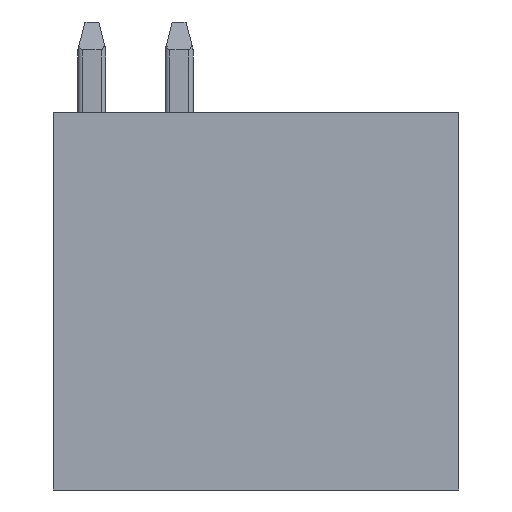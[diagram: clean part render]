
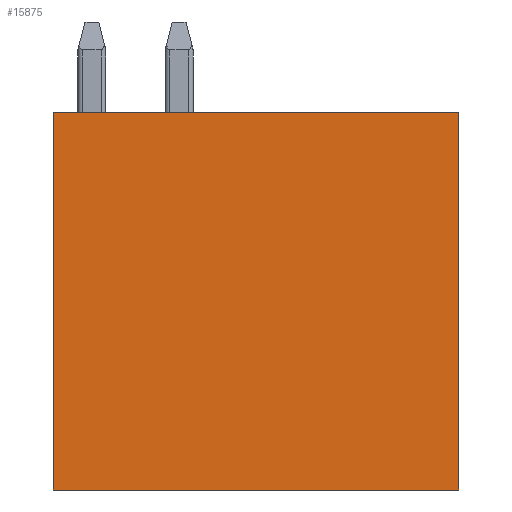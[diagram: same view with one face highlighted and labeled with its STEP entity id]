
A CAD part, front view. The second image highlights one B-rep face of the part: STEP entity #15875.
In plain terms, the highlighted planar face has unit normal (0, -1, 0).
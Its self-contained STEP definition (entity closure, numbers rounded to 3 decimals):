
#3797=DIRECTION('',(0.,0.,1.));
#3798=VECTOR('',#3797,10.8);
#3799=CARTESIAN_POINT('',(-5.49,-28.8,-6.62));
#3800=LINE('',#3799,#3798);
#3801=DIRECTION('',(1.,0.,0.));
#3802=VECTOR('',#3801,11.6);
#3803=CARTESIAN_POINT('',(-5.49,-28.8,4.18));
#3804=LINE('',#3803,#3802);
#3805=DIRECTION('',(0.,0.,-1.));
#3806=VECTOR('',#3805,10.8);
#3807=CARTESIAN_POINT('',(6.11,-28.8,4.18));
#3808=LINE('',#3807,#3806);
#3809=DIRECTION('',(-1.,0.,0.));
#3810=VECTOR('',#3809,11.6);
#3811=CARTESIAN_POINT('',(6.11,-28.8,-6.62));
#3812=LINE('',#3811,#3810);
#9513=CARTESIAN_POINT('',(-5.49,-28.8,-6.62));
#9514=CARTESIAN_POINT('',(-5.49,-28.8,4.18));
#9515=VERTEX_POINT('',#9513);
#9516=VERTEX_POINT('',#9514);
#9517=CARTESIAN_POINT('',(6.11,-28.8,4.18));
#9518=VERTEX_POINT('',#9517);
#9519=CARTESIAN_POINT('',(6.11,-28.8,-6.62));
#9520=VERTEX_POINT('',#9519);
#15864=CARTESIAN_POINT('',(0.,-28.8,0.));
#15865=DIRECTION('',(0.,1.,0.));
#15866=DIRECTION('',(1.,0.,0.));
#15867=AXIS2_PLACEMENT_3D('',#15864,#15865,#15866);
#15868=PLANE('',#15867);
#15869=ORIENTED_EDGE('',*,*,#11832,.T.);
#15870=ORIENTED_EDGE('',*,*,#12040,.T.);
#15871=ORIENTED_EDGE('',*,*,#12118,.T.);
#15872=ORIENTED_EDGE('',*,*,#15858,.T.);
#15873=EDGE_LOOP('',(#15869,#15870,#15871,#15872));
#15874=FACE_OUTER_BOUND('',#15873,.F.);
#15875=ADVANCED_FACE('',(#15874),#15868,.F.);
#11832=EDGE_CURVE('',#9515,#9516,#3800,.T.);
#12040=EDGE_CURVE('',#9516,#9518,#3804,.T.);
#12118=EDGE_CURVE('',#9518,#9520,#3808,.T.);
#15858=EDGE_CURVE('',#9520,#9515,#3812,.T.);
